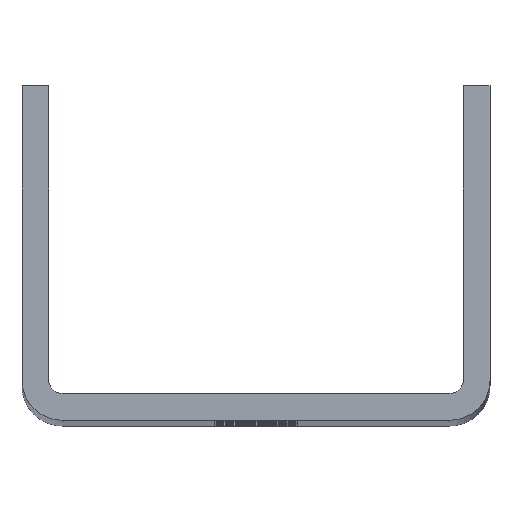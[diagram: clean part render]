
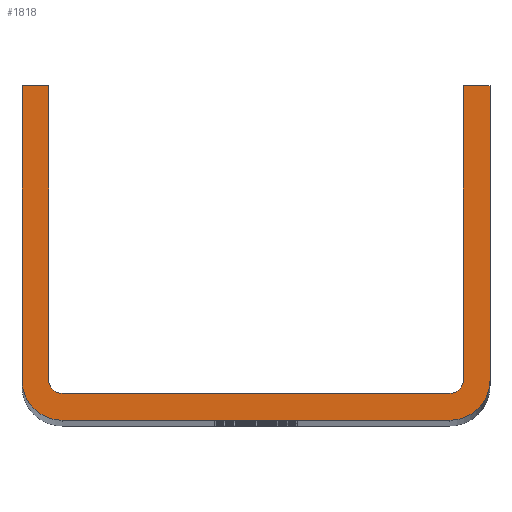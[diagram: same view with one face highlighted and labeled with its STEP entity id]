
A CAD part, top view. The second image highlights one B-rep face of the part: STEP entity #1818.
In plain terms, the highlighted planar face has unit normal (0, 0, 1).
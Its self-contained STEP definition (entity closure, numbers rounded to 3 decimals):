
#6 = DIRECTION ( 'NONE',  ( 1., 0., 0. ) ) ;
#115 = VERTEX_POINT ( 'NONE', #1108 ) ;
#131 = AXIS2_PLACEMENT_3D ( 'NONE', #3330, #2036, #2496 ) ;
#231 = ORIENTED_EDGE ( 'NONE', *, *, #4756, .T. ) ;
#310 = AXIS2_PLACEMENT_3D ( 'NONE', #5606, #4631, #4230 ) ;
#364 = CARTESIAN_POINT ( 'NONE',  ( 29., 4., 500. ) ) ;
#417 = ORIENTED_EDGE ( 'NONE', *, *, #5058, .F. ) ;
#558 = LINE ( 'NONE', #3261, #572 ) ;
#572 = VECTOR ( 'NONE', #5423, 1000. ) ;
#686 = CARTESIAN_POINT ( 'NONE',  ( -35., 50., 500. ) ) ;
#706 = LINE ( 'NONE', #5597, #5444 ) ;
#795 = EDGE_CURVE ( 'NONE', #4612, #5706, #5262, .T. ) ;
#816 = VERTEX_POINT ( 'NONE', #5024 ) ;
#837 = AXIS2_PLACEMENT_3D ( 'NONE', #5221, #1675, #2204 ) ;
#1014 = CARTESIAN_POINT ( 'NONE',  ( -29., 6., 500. ) ) ;
#1104 = LINE ( 'NONE', #2847, #2047 ) ;
#1108 = CARTESIAN_POINT ( 'NONE',  ( -29., 4., 500. ) ) ;
#1109 = CARTESIAN_POINT ( 'NONE',  ( 35., 50., 500. ) ) ;
#1226 = ORIENTED_EDGE ( 'NONE', *, *, #5008, .F. ) ;
#1259 = VERTEX_POINT ( 'NONE', #1109 ) ;
#1339 = CARTESIAN_POINT ( 'NONE',  ( -35., 6., 500. ) ) ;
#1378 = LINE ( 'NONE', #5675, #4648 ) ;
#1398 = VERTEX_POINT ( 'NONE', #1664 ) ;
#1466 = AXIS2_PLACEMENT_3D ( 'NONE', #3452, #1725, #2622 ) ;
#1495 = DIRECTION ( 'NONE',  ( 1., 0., 0. ) ) ;
#1505 = LINE ( 'NONE', #4132, #5341 ) ;
#1514 = VERTEX_POINT ( 'NONE', #364 ) ;
#1544 = EDGE_CURVE ( 'NONE', #816, #4474, #1378, .T. ) ;
#1664 = CARTESIAN_POINT ( 'NONE',  ( -31., 6., 500. ) ) ;
#1675 = DIRECTION ( 'NONE',  ( 0., 0., 1. ) ) ;
#1725 = DIRECTION ( 'NONE',  ( 0., 0., 1. ) ) ;
#1732 = CARTESIAN_POINT ( 'NONE',  ( 31., 6., 500. ) ) ;
#1818 = ADVANCED_FACE ( 'NONE', ( #2013 ), #4255, .T. ) ;
#1841 = EDGE_CURVE ( 'NONE', #1398, #115, #2629, .T. ) ;
#2013 = FACE_OUTER_BOUND ( 'NONE', #4997, .T. ) ;
#2036 = DIRECTION ( 'NONE',  ( 0., 0., 1. ) ) ;
#2047 = VECTOR ( 'NONE', #4176, 1000. ) ;
#2077 = VERTEX_POINT ( 'NONE', #3558 ) ;
#2204 = DIRECTION ( 'NONE',  ( 1., 0., 0. ) ) ;
#2438 = EDGE_CURVE ( 'NONE', #3842, #1398, #1505, .T. ) ;
#2496 = DIRECTION ( 'NONE',  ( 1., 0., 0. ) ) ;
#2619 = DIRECTION ( 'NONE',  ( 1., 0., 0. ) ) ;
#2622 = DIRECTION ( 'NONE',  ( 1., 0., 0. ) ) ;
#2629 = CIRCLE ( 'NONE', #131, 2. ) ;
#2696 = VECTOR ( 'NONE', #4205, 1000. ) ;
#2750 = DIRECTION ( 'NONE',  ( 0., -1., 0. ) ) ;
#2810 = VERTEX_POINT ( 'NONE', #5391 ) ;
#2847 = CARTESIAN_POINT ( 'NONE',  ( 31., 6., 500. ) ) ;
#2903 = VECTOR ( 'NONE', #3442, 1000. ) ;
#2912 = CARTESIAN_POINT ( 'NONE',  ( -35., 50., 500. ) ) ;
#3084 = ORIENTED_EDGE ( 'NONE', *, *, #4137, .T. ) ;
#3097 = ORIENTED_EDGE ( 'NONE', *, *, #3603, .F. ) ;
#3261 = CARTESIAN_POINT ( 'NONE',  ( -29., 4., 500. ) ) ;
#3330 = CARTESIAN_POINT ( 'NONE',  ( -29., 6., 500. ) ) ;
#3363 = EDGE_CURVE ( 'NONE', #2077, #1259, #706, .T. ) ;
#3400 = CIRCLE ( 'NONE', #837, 2. ) ;
#3441 = ORIENTED_EDGE ( 'NONE', *, *, #4982, .F. ) ;
#3442 = DIRECTION ( 'NONE',  ( 0., -1., 0. ) ) ;
#3452 = CARTESIAN_POINT ( 'NONE',  ( 29., 6., 500. ) ) ;
#3517 = ORIENTED_EDGE ( 'NONE', *, *, #3363, .T. ) ;
#3558 = CARTESIAN_POINT ( 'NONE',  ( 35., 6., 500. ) ) ;
#3603 = EDGE_CURVE ( 'NONE', #115, #1514, #558, .T. ) ;
#3666 = CIRCLE ( 'NONE', #1466, 6. ) ;
#3688 = CARTESIAN_POINT ( 'NONE',  ( 29., 0., 500. ) ) ;
#3736 = LINE ( 'NONE', #4688, #2696 ) ;
#3762 = LINE ( 'NONE', #686, #5271 ) ;
#3837 = CIRCLE ( 'NONE', #3940, 6. ) ;
#3842 = VERTEX_POINT ( 'NONE', #3989 ) ;
#3940 = AXIS2_PLACEMENT_3D ( 'NONE', #1014, #4893, #6 ) ;
#3989 = CARTESIAN_POINT ( 'NONE',  ( -31., 50., 500. ) ) ;
#4022 = ORIENTED_EDGE ( 'NONE', *, *, #1841, .F. ) ;
#4132 = CARTESIAN_POINT ( 'NONE',  ( -31., 50., 500. ) ) ;
#4137 = EDGE_CURVE ( 'NONE', #5706, #816, #3837, .T. ) ;
#4176 = DIRECTION ( 'NONE',  ( 0., 1., 0. ) ) ;
#4205 = DIRECTION ( 'NONE',  ( 1., 0., 0. ) ) ;
#4230 = DIRECTION ( 'NONE',  ( 1., 0., 0. ) ) ;
#4255 = PLANE ( 'NONE',  #310 ) ;
#4338 = EDGE_CURVE ( 'NONE', #1514, #4363, #3400, .T. ) ;
#4363 = VERTEX_POINT ( 'NONE', #1732 ) ;
#4474 = VERTEX_POINT ( 'NONE', #3688 ) ;
#4612 = VERTEX_POINT ( 'NONE', #2912 ) ;
#4631 = DIRECTION ( 'NONE',  ( 0., 0., 1. ) ) ;
#4648 = VECTOR ( 'NONE', #2619, 1000. ) ;
#4668 = ORIENTED_EDGE ( 'NONE', *, *, #4338, .F. ) ;
#4676 = DIRECTION ( 'NONE',  ( 0., 1., 0. ) ) ;
#4688 = CARTESIAN_POINT ( 'NONE',  ( 31., 50., 500. ) ) ;
#4756 = EDGE_CURVE ( 'NONE', #4474, #2077, #3666, .T. ) ;
#4893 = DIRECTION ( 'NONE',  ( 0., 0., 1. ) ) ;
#4982 = EDGE_CURVE ( 'NONE', #4612, #3842, #3762, .T. ) ;
#4997 = EDGE_LOOP ( 'NONE', ( #3517, #1226, #417, #4668, #3097, #4022, #5709, #3441, #5600, #3084, #5682, #231 ) ) ;
#5008 = EDGE_CURVE ( 'NONE', #2810, #1259, #3736, .T. ) ;
#5024 = CARTESIAN_POINT ( 'NONE',  ( -29., 0., 500. ) ) ;
#5058 = EDGE_CURVE ( 'NONE', #4363, #2810, #1104, .T. ) ;
#5221 = CARTESIAN_POINT ( 'NONE',  ( 29., 6., 500. ) ) ;
#5262 = LINE ( 'NONE', #5292, #2903 ) ;
#5271 = VECTOR ( 'NONE', #1495, 1000. ) ;
#5292 = CARTESIAN_POINT ( 'NONE',  ( -35., 50., 500. ) ) ;
#5341 = VECTOR ( 'NONE', #2750, 1000. ) ;
#5391 = CARTESIAN_POINT ( 'NONE',  ( 31., 50., 500. ) ) ;
#5423 = DIRECTION ( 'NONE',  ( 1., 0., 0. ) ) ;
#5444 = VECTOR ( 'NONE', #4676, 1000. ) ;
#5597 = CARTESIAN_POINT ( 'NONE',  ( 35., 6., 500. ) ) ;
#5600 = ORIENTED_EDGE ( 'NONE', *, *, #795, .T. ) ;
#5606 = CARTESIAN_POINT ( 'NONE',  ( 29., 6., 500. ) ) ;
#5675 = CARTESIAN_POINT ( 'NONE',  ( -29., 0., 500. ) ) ;
#5682 = ORIENTED_EDGE ( 'NONE', *, *, #1544, .T. ) ;
#5706 = VERTEX_POINT ( 'NONE', #1339 ) ;
#5709 = ORIENTED_EDGE ( 'NONE', *, *, #2438, .F. ) ;
